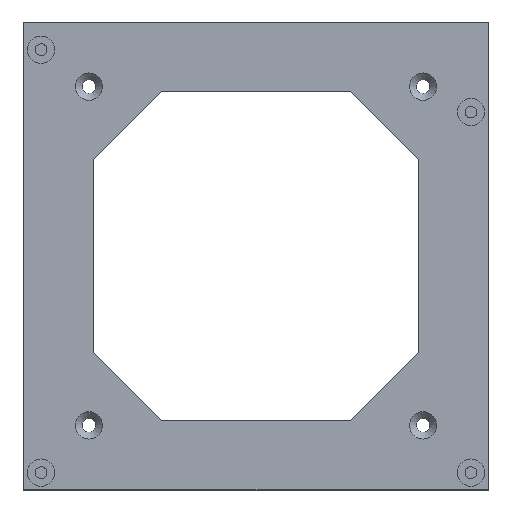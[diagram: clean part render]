
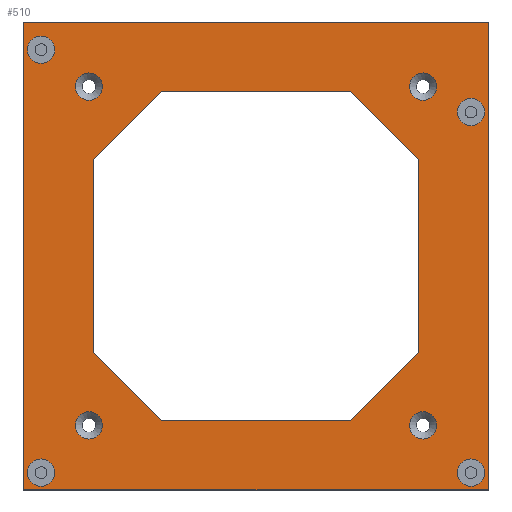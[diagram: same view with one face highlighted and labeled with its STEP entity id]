
A CAD part, top view. The second image highlights one B-rep face of the part: STEP entity #510.
In plain terms, the highlighted planar face has unit normal (0, 0, 1).
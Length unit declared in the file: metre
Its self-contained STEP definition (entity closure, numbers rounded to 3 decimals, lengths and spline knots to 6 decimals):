
#24=CIRCLE('',#558,0.005);
#25=CIRCLE('',#559,0.005);
#26=CIRCLE('',#560,0.005);
#27=CIRCLE('',#561,0.005);
#28=CIRCLE('',#562,0.005);
#29=CIRCLE('',#563,0.005);
#30=CIRCLE('',#564,0.005);
#31=CIRCLE('',#565,0.005);
#96=ORIENTED_EDGE('',*,*,#204,.T.);
#97=ORIENTED_EDGE('',*,*,#205,.T.);
#98=ORIENTED_EDGE('',*,*,#206,.T.);
#99=ORIENTED_EDGE('',*,*,#207,.T.);
#100=ORIENTED_EDGE('',*,*,#208,.F.);
#101=ORIENTED_EDGE('',*,*,#209,.F.);
#102=ORIENTED_EDGE('',*,*,#210,.F.);
#103=ORIENTED_EDGE('',*,*,#211,.F.);
#104=ORIENTED_EDGE('',*,*,#180,.T.);
#105=ORIENTED_EDGE('',*,*,#184,.T.);
#106=ORIENTED_EDGE('',*,*,#187,.T.);
#107=ORIENTED_EDGE('',*,*,#190,.T.);
#108=ORIENTED_EDGE('',*,*,#193,.F.);
#109=ORIENTED_EDGE('',*,*,#196,.T.);
#110=ORIENTED_EDGE('',*,*,#199,.F.);
#111=ORIENTED_EDGE('',*,*,#201,.F.);
#112=ORIENTED_EDGE('',*,*,#170,.F.);
#113=ORIENTED_EDGE('',*,*,#174,.T.);
#114=ORIENTED_EDGE('',*,*,#177,.T.);
#115=ORIENTED_EDGE('',*,*,#203,.F.);
#170=EDGE_CURVE('',#230,#231,#278,.T.);
#174=EDGE_CURVE('',#230,#233,#282,.T.);
#177=EDGE_CURVE('',#233,#235,#285,.T.);
#180=EDGE_CURVE('',#239,#238,#288,.T.);
#184=EDGE_CURVE('',#238,#241,#292,.T.);
#187=EDGE_CURVE('',#241,#243,#295,.T.);
#190=EDGE_CURVE('',#243,#245,#298,.T.);
#193=EDGE_CURVE('',#247,#245,#301,.T.);
#196=EDGE_CURVE('',#247,#249,#304,.T.);
#199=EDGE_CURVE('',#251,#249,#307,.T.);
#201=EDGE_CURVE('',#239,#251,#309,.T.);
#203=EDGE_CURVE('',#231,#235,#311,.T.);
#204=EDGE_CURVE('',#252,#252,#24,.T.);
#205=EDGE_CURVE('',#253,#253,#25,.T.);
#206=EDGE_CURVE('',#254,#254,#26,.T.);
#207=EDGE_CURVE('',#255,#255,#27,.T.);
#208=EDGE_CURVE('',#256,#256,#28,.T.);
#209=EDGE_CURVE('',#257,#257,#29,.T.);
#210=EDGE_CURVE('',#258,#258,#30,.T.);
#211=EDGE_CURVE('',#259,#259,#31,.T.);
#230=VERTEX_POINT('',#763);
#231=VERTEX_POINT('',#765);
#233=VERTEX_POINT('',#771);
#235=VERTEX_POINT('',#777);
#238=VERTEX_POINT('',#784);
#239=VERTEX_POINT('',#786);
#241=VERTEX_POINT('',#792);
#243=VERTEX_POINT('',#798);
#245=VERTEX_POINT('',#804);
#247=VERTEX_POINT('',#810);
#249=VERTEX_POINT('',#816);
#251=VERTEX_POINT('',#822);
#252=VERTEX_POINT('',#832);
#253=VERTEX_POINT('',#834);
#254=VERTEX_POINT('',#836);
#255=VERTEX_POINT('',#838);
#256=VERTEX_POINT('',#840);
#257=VERTEX_POINT('',#842);
#258=VERTEX_POINT('',#844);
#259=VERTEX_POINT('',#846);
#278=LINE('',#764,#314);
#282=LINE('',#772,#318);
#285=LINE('',#778,#321);
#288=LINE('',#785,#324);
#292=LINE('',#793,#328);
#295=LINE('',#799,#331);
#298=LINE('',#805,#334);
#301=LINE('',#811,#337);
#304=LINE('',#817,#340);
#307=LINE('',#823,#343);
#309=LINE('',#826,#345);
#311=LINE('',#829,#347);
#314=VECTOR('',#609,1.);
#318=VECTOR('',#615,1.);
#321=VECTOR('',#620,1.);
#324=VECTOR('',#625,1.);
#328=VECTOR('',#631,1.);
#331=VECTOR('',#636,1.);
#334=VECTOR('',#641,1.);
#337=VECTOR('',#646,1.);
#340=VECTOR('',#651,1.);
#343=VECTOR('',#656,1.);
#345=VECTOR('',#660,1.);
#347=VECTOR('',#664,1.);
#360=EDGE_LOOP('',(#96));
#361=EDGE_LOOP('',(#97));
#362=EDGE_LOOP('',(#98));
#363=EDGE_LOOP('',(#99));
#364=EDGE_LOOP('',(#100));
#365=EDGE_LOOP('',(#101));
#366=EDGE_LOOP('',(#102));
#367=EDGE_LOOP('',(#103));
#368=EDGE_LOOP('',(#104,#105,#106,#107,#108,#109,#110,#111));
#369=EDGE_LOOP('',(#112,#113,#114,#115));
#424=FACE_BOUND('',#360,.T.);
#425=FACE_BOUND('',#361,.T.);
#426=FACE_BOUND('',#362,.T.);
#427=FACE_BOUND('',#363,.T.);
#428=FACE_BOUND('',#364,.T.);
#429=FACE_BOUND('',#365,.T.);
#430=FACE_BOUND('',#366,.T.);
#431=FACE_BOUND('',#367,.T.);
#432=FACE_BOUND('',#368,.T.);
#433=FACE_BOUND('',#369,.T.);
#488=PLANE('',#557);
#510=ADVANCED_FACE('',(#424,#425,#426,#427,#428,#429,#430,#431,#432,#433),
#488,.T.);
#557=AXIS2_PLACEMENT_3D('',#830,#665,#666);
#558=AXIS2_PLACEMENT_3D('',#831,#667,#668);
#559=AXIS2_PLACEMENT_3D('',#833,#669,#670);
#560=AXIS2_PLACEMENT_3D('',#835,#671,#672);
#561=AXIS2_PLACEMENT_3D('',#837,#673,#674);
#562=AXIS2_PLACEMENT_3D('',#839,#675,#676);
#563=AXIS2_PLACEMENT_3D('',#841,#677,#678);
#564=AXIS2_PLACEMENT_3D('',#843,#679,#680);
#565=AXIS2_PLACEMENT_3D('',#845,#681,#682);
#609=DIRECTION('',(1.,0.,0.));
#615=DIRECTION('',(0.,-1.,0.));
#620=DIRECTION('',(1.,0.,0.));
#625=DIRECTION('',(1.,0.,0.));
#631=DIRECTION('',(0.707,-0.707,0.));
#636=DIRECTION('',(0.,-1.,0.));
#641=DIRECTION('',(-0.707,-0.707,0.));
#646=DIRECTION('',(1.,0.,0.));
#651=DIRECTION('',(-0.707,0.707,0.));
#656=DIRECTION('',(0.,-1.,0.));
#660=DIRECTION('',(-0.707,-0.707,0.));
#664=DIRECTION('',(0.,-1.,0.));
#665=DIRECTION('',(0.,0.,1.));
#666=DIRECTION('',(1.,0.,0.));
#667=DIRECTION('',(0.,0.,-1.));
#668=DIRECTION('',(-1.,0.,0.));
#669=DIRECTION('',(0.,0.,-1.));
#670=DIRECTION('',(-1.,0.,0.));
#671=DIRECTION('',(0.,0.,-1.));
#672=DIRECTION('',(-1.,0.,0.));
#673=DIRECTION('',(0.,0.,-1.));
#674=DIRECTION('',(-1.,0.,0.));
#675=DIRECTION('',(0.,0.,1.));
#676=DIRECTION('',(1.,0.,0.));
#677=DIRECTION('',(0.,0.,1.));
#678=DIRECTION('',(1.,0.,0.));
#679=DIRECTION('',(0.,0.,1.));
#680=DIRECTION('',(1.,0.,0.));
#681=DIRECTION('',(0.,0.,1.));
#682=DIRECTION('',(1.,0.,0.));
#763=CARTESIAN_POINT('',(-0.17018,0.17145,0.0025));
#764=CARTESIAN_POINT('',(-0.08509,0.17145,0.0025));
#765=CARTESIAN_POINT('',(0.,0.17145,0.0025));
#771=CARTESIAN_POINT('',(-0.17018,0.,0.0025));
#772=CARTESIAN_POINT('',(-0.17018,0.085725,0.0025));
#777=CARTESIAN_POINT('',(0.,0.,0.0025));
#778=CARTESIAN_POINT('',(-0.08509,0.,0.0025));
#784=CARTESIAN_POINT('',(-0.0504,0.14605,0.0025));
#785=CARTESIAN_POINT('',(-0.08509,0.14605,0.0025));
#786=CARTESIAN_POINT('',(-0.11978,0.14605,0.0025));
#792=CARTESIAN_POINT('',(-0.0254,0.12105,0.0025));
#793=CARTESIAN_POINT('',(-0.0379,0.13355,0.0025));
#798=CARTESIAN_POINT('',(-0.0254,0.0504,0.0025));
#799=CARTESIAN_POINT('',(-0.0254,0.085725,0.0025));
#804=CARTESIAN_POINT('',(-0.0504,0.0254,0.0025));
#805=CARTESIAN_POINT('',(-0.0379,0.0379,0.0025));
#810=CARTESIAN_POINT('',(-0.11978,0.0254,0.0025));
#811=CARTESIAN_POINT('',(-0.08509,0.0254,0.0025));
#816=CARTESIAN_POINT('',(-0.14478,0.0504,0.0025));
#817=CARTESIAN_POINT('',(-0.13228,0.0379,0.0025));
#822=CARTESIAN_POINT('',(-0.14478,0.12105,0.0025));
#823=CARTESIAN_POINT('',(-0.14478,0.085725,0.0025));
#826=CARTESIAN_POINT('',(-0.13228,0.13355,0.0025));
#829=CARTESIAN_POINT('',(0.,0.085725,0.0025));
#830=CARTESIAN_POINT('',(-0.08509,0.085725,0.0025));
#831=CARTESIAN_POINT('',(-0.023853,0.147786,0.0025));
#832=CARTESIAN_POINT('',(-0.028853,0.147786,0.0025));
#833=CARTESIAN_POINT('',(-0.146327,0.023664,0.0025));
#834=CARTESIAN_POINT('',(-0.151327,0.023664,0.0025));
#835=CARTESIAN_POINT('',(-0.023853,0.023664,0.0025));
#836=CARTESIAN_POINT('',(-0.028853,0.023664,0.0025));
#837=CARTESIAN_POINT('',(-0.146327,0.147786,0.0025));
#838=CARTESIAN_POINT('',(-0.151327,0.147786,0.0025));
#839=CARTESIAN_POINT('',(-0.16383,0.16129,0.0025));
#840=CARTESIAN_POINT('',(-0.15883,0.16129,0.0025));
#841=CARTESIAN_POINT('',(-0.16383,0.00635,0.0025));
#842=CARTESIAN_POINT('',(-0.15883,0.00635,0.0025));
#843=CARTESIAN_POINT('',(-0.00635,0.00635,0.0025));
#844=CARTESIAN_POINT('',(-0.00135,0.00635,0.0025));
#845=CARTESIAN_POINT('',(-0.00635,0.13843,0.0025));
#846=CARTESIAN_POINT('',(-0.00135,0.13843,0.0025));
